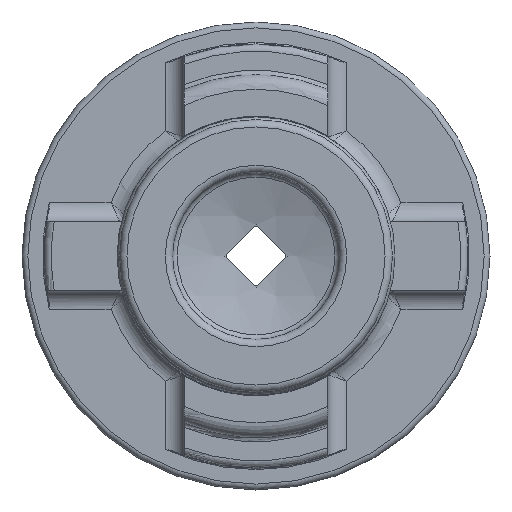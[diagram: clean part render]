
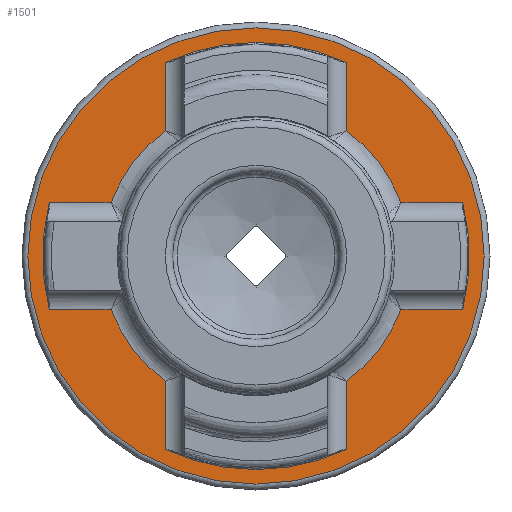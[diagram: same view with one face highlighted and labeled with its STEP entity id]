
A CAD part, left-side view. The second image highlights one B-rep face of the part: STEP entity #1501.
In plain terms, the highlighted planar face has unit normal (-1, 0, 0).
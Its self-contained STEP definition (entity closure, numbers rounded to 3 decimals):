
#2 = ORIENTED_EDGE ( 'NONE', *, *, #4494, .T. ) ;
#77 = CARTESIAN_POINT ( 'NONE',  ( 23.8, 0., 0. ) ) ;
#118 = VERTEX_POINT ( 'NONE', #2360 ) ;
#148 = CARTESIAN_POINT ( 'NONE',  ( 23.8, 14.6, 0. ) ) ;
#154 = CARTESIAN_POINT ( 'NONE',  ( 23.8, 6.2, 13.218 ) ) ;
#286 = DIRECTION ( 'NONE',  ( 1., 0., 0. ) ) ;
#320 = VERTEX_POINT ( 'NONE', #154 ) ;
#353 = ORIENTED_EDGE ( 'NONE', *, *, #1498, .F. ) ;
#369 = CIRCLE ( 'NONE', #2571, 10.56 ) ;
#441 = CARTESIAN_POINT ( 'NONE',  ( 23.8, 0., 0. ) ) ;
#469 = EDGE_CURVE ( 'NONE', #3091, #4647, #1105, .T. ) ;
#477 = CARTESIAN_POINT ( 'NONE',  ( 23.8, -6.2, -13.218 ) ) ;
#483 = DIRECTION ( 'NONE',  ( 0., 0., 1. ) ) ;
#503 = EDGE_CURVE ( 'NONE', #3688, #1070, #3572, .T. ) ;
#579 = ORIENTED_EDGE ( 'NONE', *, *, #3879, .T. ) ;
#595 = LINE ( 'NONE', #3806, #717 ) ;
#603 = DIRECTION ( 'NONE',  ( 0., -1., 0. ) ) ;
#617 = VERTEX_POINT ( 'NONE', #2284 ) ;
#672 = CARTESIAN_POINT ( 'NONE',  ( 23.8, -14.136, 3.65 ) ) ;
#708 = DIRECTION ( 'NONE',  ( 1., 0., 0. ) ) ;
#717 = VECTOR ( 'NONE', #1057, 1000. ) ;
#718 = CIRCLE ( 'NONE', #2470, 14.6 ) ;
#788 = AXIS2_PLACEMENT_3D ( 'NONE', #1912, #286, #2742 ) ;
#793 = EDGE_CURVE ( 'NONE', #2857, #3532, #2623, .T. ) ;
#820 = CIRCLE ( 'NONE', #3549, 10.56 ) ;
#831 = EDGE_CURVE ( 'NONE', #3795, #3795, #4317, .T. ) ;
#881 = ORIENTED_EDGE ( 'NONE', *, *, #2238, .T. ) ;
#957 = CARTESIAN_POINT ( 'NONE',  ( 23.8, 6.2, 0. ) ) ;
#963 = CARTESIAN_POINT ( 'NONE',  ( 23.8, 0., 0. ) ) ;
#967 = DIRECTION ( 'NONE',  ( 0., -1., 0. ) ) ;
#1004 = DIRECTION ( 'NONE',  ( 1., 0., 0. ) ) ;
#1006 = DIRECTION ( 'NONE',  ( 0., 0., 1. ) ) ;
#1008 = EDGE_LOOP ( 'NONE', ( #4603, #5172, #4942, #4036, #353, #3660, #3934, #5252, #2438, #3818, #2, #2222, #3111, #2728, #579, #881 ) ) ;
#1011 = VERTEX_POINT ( 'NONE', #5205 ) ;
#1057 = DIRECTION ( 'NONE',  ( 0., 0., 1. ) ) ;
#1070 = VERTEX_POINT ( 'NONE', #2983 ) ;
#1105 = LINE ( 'NONE', #4592, #2587 ) ;
#1122 = EDGE_CURVE ( 'NONE', #1070, #2857, #820, .T. ) ;
#1127 = VERTEX_POINT ( 'NONE', #2643 ) ;
#1193 = DIRECTION ( 'NONE',  ( -1., 0., 0. ) ) ;
#1349 = AXIS2_PLACEMENT_3D ( 'NONE', #4511, #2451, #1587 ) ;
#1498 = EDGE_CURVE ( 'NONE', #4923, #3532, #3145, .T. ) ;
#1501 = ADVANCED_FACE ( 'NONE', ( #3355, #4298 ), #3032, .F. ) ;
#1530 = DIRECTION ( 'NONE',  ( 1., 0., 0. ) ) ;
#1587 = DIRECTION ( 'NONE',  ( 0., 0., 1. ) ) ;
#1843 = LINE ( 'NONE', #2826, #4809 ) ;
#1876 = AXIS2_PLACEMENT_3D ( 'NONE', #5202, #708, #2796 ) ;
#1912 = CARTESIAN_POINT ( 'NONE',  ( 23.8, 0., 0. ) ) ;
#1956 = DIRECTION ( 'NONE',  ( 0., 0., -1. ) ) ;
#2164 = CARTESIAN_POINT ( 'NONE',  ( 23.8, 9.909, 3.65 ) ) ;
#2210 = DIRECTION ( 'NONE',  ( 1., 0., 0. ) ) ;
#2222 = ORIENTED_EDGE ( 'NONE', *, *, #2433, .T. ) ;
#2238 = EDGE_CURVE ( 'NONE', #617, #3865, #4410, .T. ) ;
#2239 = DIRECTION ( 'NONE',  ( 0., 1., 0. ) ) ;
#2265 = EDGE_CURVE ( 'NONE', #1011, #118, #5221, .T. ) ;
#2271 = DIRECTION ( 'NONE',  ( 0., 0., -1. ) ) ;
#2273 = CARTESIAN_POINT ( 'NONE',  ( 23.8, 14.136, -3.65 ) ) ;
#2284 = CARTESIAN_POINT ( 'NONE',  ( 23.8, -9.909, 3.65 ) ) ;
#2294 = LINE ( 'NONE', #2737, #4951 ) ;
#2360 = CARTESIAN_POINT ( 'NONE',  ( 23.8, 9.909, -3.65 ) ) ;
#2364 = CIRCLE ( 'NONE', #1876, 10.56 ) ;
#2415 = DIRECTION ( 'NONE',  ( 0., 0., 1. ) ) ;
#2433 = EDGE_CURVE ( 'NONE', #1127, #320, #3513, .T. ) ;
#2438 = ORIENTED_EDGE ( 'NONE', *, *, #2946, .F. ) ;
#2449 = VECTOR ( 'NONE', #3306, 1000. ) ;
#2451 = DIRECTION ( 'NONE',  ( -1., 0., 0. ) ) ;
#2470 = AXIS2_PLACEMENT_3D ( 'NONE', #441, #4050, #2912 ) ;
#2520 = VECTOR ( 'NONE', #2239, 1000. ) ;
#2571 = AXIS2_PLACEMENT_3D ( 'NONE', #3959, #1530, #1956 ) ;
#2582 = EDGE_CURVE ( 'NONE', #4923, #1011, #595, .T. ) ;
#2587 = VECTOR ( 'NONE', #603, 1000. ) ;
#2603 = ORIENTED_EDGE ( 'NONE', *, *, #831, .T. ) ;
#2623 = LINE ( 'NONE', #4840, #3304 ) ;
#2628 = DIRECTION ( 'NONE',  ( -1., 0., 0. ) ) ;
#2643 = CARTESIAN_POINT ( 'NONE',  ( 23.8, 6.2, 8.548 ) ) ;
#2728 = ORIENTED_EDGE ( 'NONE', *, *, #5132, .T. ) ;
#2737 = CARTESIAN_POINT ( 'NONE',  ( 23.8, 14.6, -3.65 ) ) ;
#2742 = DIRECTION ( 'NONE',  ( 0., 0., -1. ) ) ;
#2755 = DIRECTION ( 'NONE',  ( 0., 1., 0. ) ) ;
#2765 = CIRCLE ( 'NONE', #4266, 14.6 ) ;
#2796 = DIRECTION ( 'NONE',  ( 0., 0., -1. ) ) ;
#2826 = CARTESIAN_POINT ( 'NONE',  ( 23.8, -6.2, 7.857 ) ) ;
#2857 = VERTEX_POINT ( 'NONE', #4589 ) ;
#2912 = DIRECTION ( 'NONE',  ( 0., 0., 1. ) ) ;
#2946 = EDGE_CURVE ( 'NONE', #3091, #3789, #2765, .T. ) ;
#2973 = CARTESIAN_POINT ( 'NONE',  ( 23.8, 14.136, 3.65 ) ) ;
#2983 = CARTESIAN_POINT ( 'NONE',  ( 23.8, -9.909, -3.65 ) ) ;
#2990 = CARTESIAN_POINT ( 'NONE',  ( 23.8, -14.41, 3.65 ) ) ;
#3016 = EDGE_CURVE ( 'NONE', #3688, #3865, #718, .T. ) ;
#3032 = PLANE ( 'NONE',  #4884 ) ;
#3091 = VERTEX_POINT ( 'NONE', #2973 ) ;
#3111 = ORIENTED_EDGE ( 'NONE', *, *, #4219, .F. ) ;
#3145 = CIRCLE ( 'NONE', #4135, 14.6 ) ;
#3304 = VECTOR ( 'NONE', #4851, 1000. ) ;
#3306 = DIRECTION ( 'NONE',  ( 0., 0., 1. ) ) ;
#3334 = VECTOR ( 'NONE', #967, 1000. ) ;
#3355 = FACE_BOUND ( 'NONE', #1008, .T. ) ;
#3427 = CARTESIAN_POINT ( 'NONE',  ( 23.8, -8.957, -3.65 ) ) ;
#3513 = LINE ( 'NONE', #957, #2449 ) ;
#3532 = VERTEX_POINT ( 'NONE', #477 ) ;
#3549 = AXIS2_PLACEMENT_3D ( 'NONE', #4715, #1004, #2271 ) ;
#3572 = LINE ( 'NONE', #3427, #2520 ) ;
#3638 = CARTESIAN_POINT ( 'NONE',  ( 23.8, -6.2, 8.548 ) ) ;
#3660 = ORIENTED_EDGE ( 'NONE', *, *, #2582, .T. ) ;
#3688 = VERTEX_POINT ( 'NONE', #3756 ) ;
#3756 = CARTESIAN_POINT ( 'NONE',  ( 23.8, -14.136, -3.65 ) ) ;
#3763 = CARTESIAN_POINT ( 'NONE',  ( 23.8, 0., 15.6 ) ) ;
#3789 = VERTEX_POINT ( 'NONE', #2273 ) ;
#3795 = VERTEX_POINT ( 'NONE', #3763 ) ;
#3806 = CARTESIAN_POINT ( 'NONE',  ( 23.8, 6.2, 0. ) ) ;
#3810 = DIRECTION ( 'NONE',  ( 0., 0., -1. ) ) ;
#3818 = ORIENTED_EDGE ( 'NONE', *, *, #469, .T. ) ;
#3865 = VERTEX_POINT ( 'NONE', #672 ) ;
#3879 = EDGE_CURVE ( 'NONE', #4175, #617, #2364, .T. ) ;
#3934 = ORIENTED_EDGE ( 'NONE', *, *, #2265, .T. ) ;
#3959 = CARTESIAN_POINT ( 'NONE',  ( 23.8, 0., 0. ) ) ;
#3978 = CARTESIAN_POINT ( 'NONE',  ( 23.8, 0., 0. ) ) ;
#4036 = ORIENTED_EDGE ( 'NONE', *, *, #793, .T. ) ;
#4050 = DIRECTION ( 'NONE',  ( -1., 0., 0. ) ) ;
#4135 = AXIS2_PLACEMENT_3D ( 'NONE', #963, #2628, #1006 ) ;
#4175 = VERTEX_POINT ( 'NONE', #3638 ) ;
#4219 = EDGE_CURVE ( 'NONE', #4568, #320, #5181, .T. ) ;
#4266 = AXIS2_PLACEMENT_3D ( 'NONE', #3978, #1193, #2415 ) ;
#4298 = FACE_OUTER_BOUND ( 'NONE', #5146, .T. ) ;
#4317 = CIRCLE ( 'NONE', #1349, 15.6 ) ;
#4410 = LINE ( 'NONE', #2990, #3334 ) ;
#4478 = EDGE_CURVE ( 'NONE', #118, #3789, #2294, .T. ) ;
#4494 = EDGE_CURVE ( 'NONE', #4647, #1127, #369, .T. ) ;
#4511 = CARTESIAN_POINT ( 'NONE',  ( 23.8, 0., 0. ) ) ;
#4568 = VERTEX_POINT ( 'NONE', #5227 ) ;
#4589 = CARTESIAN_POINT ( 'NONE',  ( 23.8, -6.2, -8.548 ) ) ;
#4592 = CARTESIAN_POINT ( 'NONE',  ( 23.8, 14.6, 3.65 ) ) ;
#4603 = ORIENTED_EDGE ( 'NONE', *, *, #3016, .F. ) ;
#4647 = VERTEX_POINT ( 'NONE', #2164 ) ;
#4715 = CARTESIAN_POINT ( 'NONE',  ( 23.8, 0., 0. ) ) ;
#4809 = VECTOR ( 'NONE', #5237, 1000. ) ;
#4840 = CARTESIAN_POINT ( 'NONE',  ( 23.8, -6.2, -13.753 ) ) ;
#4851 = DIRECTION ( 'NONE',  ( 0., 0., -1. ) ) ;
#4884 = AXIS2_PLACEMENT_3D ( 'NONE', #148, #2210, #3810 ) ;
#4923 = VERTEX_POINT ( 'NONE', #5151 ) ;
#4942 = ORIENTED_EDGE ( 'NONE', *, *, #1122, .T. ) ;
#4951 = VECTOR ( 'NONE', #2755, 1000. ) ;
#5053 = DIRECTION ( 'NONE',  ( -1., 0., 0. ) ) ;
#5132 = EDGE_CURVE ( 'NONE', #4568, #4175, #1843, .T. ) ;
#5146 = EDGE_LOOP ( 'NONE', ( #2603 ) ) ;
#5149 = AXIS2_PLACEMENT_3D ( 'NONE', #77, #5053, #483 ) ;
#5151 = CARTESIAN_POINT ( 'NONE',  ( 23.8, 6.2, -13.218 ) ) ;
#5172 = ORIENTED_EDGE ( 'NONE', *, *, #503, .T. ) ;
#5181 = CIRCLE ( 'NONE', #5149, 14.6 ) ;
#5202 = CARTESIAN_POINT ( 'NONE',  ( 23.8, 0., 0. ) ) ;
#5205 = CARTESIAN_POINT ( 'NONE',  ( 23.8, 6.2, -8.548 ) ) ;
#5221 = CIRCLE ( 'NONE', #788, 10.56 ) ;
#5227 = CARTESIAN_POINT ( 'NONE',  ( 23.8, -6.2, 13.218 ) ) ;
#5237 = DIRECTION ( 'NONE',  ( 0., 0., -1. ) ) ;
#5252 = ORIENTED_EDGE ( 'NONE', *, *, #4478, .T. ) ;
